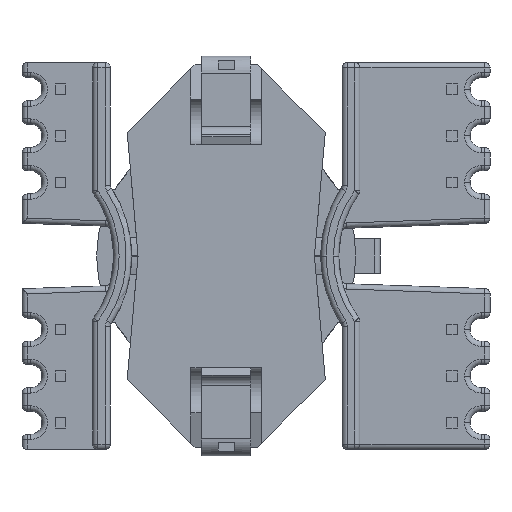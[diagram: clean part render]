
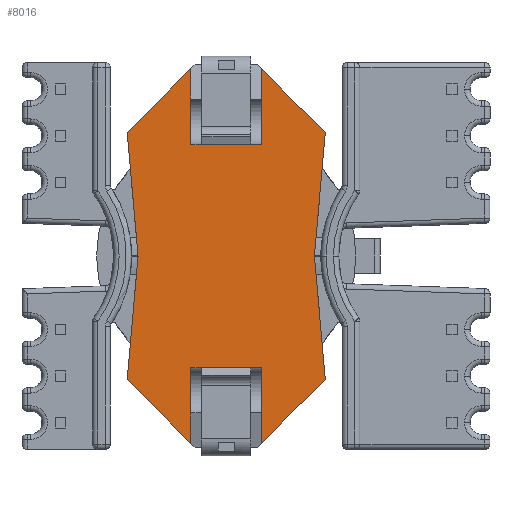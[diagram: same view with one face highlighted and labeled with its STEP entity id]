
A CAD part, front view. The second image highlights one B-rep face of the part: STEP entity #8016.
In plain terms, the highlighted face is planar.
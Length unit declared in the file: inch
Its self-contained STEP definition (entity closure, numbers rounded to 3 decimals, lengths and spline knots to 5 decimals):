
#692 = ORIENTED_EDGE ( 'NONE', *, *, #19955, .T. ) ;
#771 = CARTESIAN_POINT ( 'NONE',  ( 0.16339, 0., 0. ) ) ;
#980 = LINE ( 'NONE', #21242, #8738 ) ;
#1582 = DIRECTION ( 'NONE',  ( -1., 0., 0. ) ) ;
#1787 = CARTESIAN_POINT ( 'NONE',  ( 0.06535, 0.20669, 0. ) ) ;
#2283 = LINE ( 'NONE', #8728, #20456 ) ;
#2374 = LINE ( 'NONE', #18512, #11941 ) ;
#3235 = VERTEX_POINT ( 'NONE', #22645 ) ;
#3343 = CARTESIAN_POINT ( 'NONE',  ( 0.06535, 0.20669, 0. ) ) ;
#3586 = ORIENTED_EDGE ( 'NONE', *, *, #5755, .T. ) ;
#3588 = VERTEX_POINT ( 'NONE', #1787 ) ;
#3870 = VECTOR ( 'NONE', #17762, 39.37008 ) ;
#4005 = VECTOR ( 'NONE', #1582, 39.37008 ) ;
#4045 = CARTESIAN_POINT ( 'NONE',  ( 0.18346, -0.22874, 0. ) ) ;
#4342 = VECTOR ( 'NONE', #19990, 39.37008 ) ;
#4391 = VERTEX_POINT ( 'NONE', #9284 ) ;
#4699 = CARTESIAN_POINT ( 'NONE',  ( -0.16339, 0., 0. ) ) ;
#5068 = LINE ( 'NONE', #15878, #3870 ) ;
#5533 = CARTESIAN_POINT ( 'NONE',  ( 0.16339, 0., 0. ) ) ;
#5695 = EDGE_CURVE ( 'NONE', #19281, #6189, #20703, .T. ) ;
#5755 = EDGE_CURVE ( 'NONE', #14823, #24615, #14524, .T. ) ;
#5793 = VERTEX_POINT ( 'NONE', #4699 ) ;
#5883 = VERTEX_POINT ( 'NONE', #20252 ) ;
#6020 = EDGE_CURVE ( 'NONE', #21667, #18386, #24288, .T. ) ;
#6189 = VERTEX_POINT ( 'NONE', #4045 ) ;
#6452 = CARTESIAN_POINT ( 'NONE',  ( -0.06535, 0.34685, 0. ) ) ;
#6655 = ORIENTED_EDGE ( 'NONE', *, *, #21000, .T. ) ;
#6903 = CARTESIAN_POINT ( 'NONE',  ( 0.06535, -0.34685, 0. ) ) ;
#7608 = LINE ( 'NONE', #9017, #21002 ) ;
#7614 = VECTOR ( 'NONE', #8931, 39.37008 ) ;
#7833 = VECTOR ( 'NONE', #14479, 39.37008 ) ;
#8016 = ADVANCED_FACE ( 'NONE', ( #21774 ), #15766, .F. ) ;
#8037 = ORIENTED_EDGE ( 'NONE', *, *, #14177, .F. ) ;
#8372 = DIRECTION ( 'NONE',  ( 0.087, 0.996, 0. ) ) ;
#8728 = CARTESIAN_POINT ( 'NONE',  ( -0.16339, 0., 0. ) ) ;
#8738 = VECTOR ( 'NONE', #11787, 39.37008 ) ;
#8931 = DIRECTION ( 'NONE',  ( 0., 1., 0. ) ) ;
#9017 = CARTESIAN_POINT ( 'NONE',  ( 0.16339, 0., 0. ) ) ;
#9025 = DIRECTION ( 'NONE',  ( -1., 0., 0. ) ) ;
#9133 = CARTESIAN_POINT ( 'NONE',  ( -0.06535, -0.34685, 0. ) ) ;
#9284 = CARTESIAN_POINT ( 'NONE',  ( 0.06535, 0.34685, 0. ) ) ;
#9519 = VECTOR ( 'NONE', #18490, 39.37008 ) ;
#9983 = CARTESIAN_POINT ( 'NONE',  ( -0.18346, -0.22874, 0. ) ) ;
#10564 = VERTEX_POINT ( 'NONE', #9133 ) ;
#10844 = EDGE_CURVE ( 'NONE', #5883, #19281, #5068, .T. ) ;
#11207 = VECTOR ( 'NONE', #21366, 39.37008 ) ;
#11299 = ORIENTED_EDGE ( 'NONE', *, *, #12975, .T. ) ;
#11574 = ORIENTED_EDGE ( 'NONE', *, *, #6020, .T. ) ;
#11787 = DIRECTION ( 'NONE',  ( 0., 1., 0. ) ) ;
#11941 = VECTOR ( 'NONE', #9025, 39.37008 ) ;
#11954 = AXIS2_PLACEMENT_3D ( 'NONE', #17727, #23472, #12094 ) ;
#12094 = DIRECTION ( 'NONE',  ( -1., 0., 0. ) ) ;
#12225 = ORIENTED_EDGE ( 'NONE', *, *, #24488, .F. ) ;
#12815 = CARTESIAN_POINT ( 'NONE',  ( -0.18346, -0.22874, 0. ) ) ;
#12900 = ORIENTED_EDGE ( 'NONE', *, *, #17777, .F. ) ;
#12975 = EDGE_CURVE ( 'NONE', #5793, #18750, #2283, .T. ) ;
#13027 = CARTESIAN_POINT ( 'NONE',  ( -0.18346, 0.22874, 0. ) ) ;
#13039 = CARTESIAN_POINT ( 'NONE',  ( 0.06535, -0.20669, 0. ) ) ;
#13598 = VECTOR ( 'NONE', #14854, 39.37008 ) ;
#13934 = ORIENTED_EDGE ( 'NONE', *, *, #10844, .T. ) ;
#14177 = EDGE_CURVE ( 'NONE', #5883, #3235, #24276, .T. ) ;
#14479 = DIRECTION ( 'NONE',  ( 0.087, -0.996, 0. ) ) ;
#14524 = LINE ( 'NONE', #771, #24000 ) ;
#14823 = VERTEX_POINT ( 'NONE', #5533 ) ;
#14854 = DIRECTION ( 'NONE',  ( -0.707, -0.707, 0. ) ) ;
#15055 = ORIENTED_EDGE ( 'NONE', *, *, #19696, .T. ) ;
#15103 = LINE ( 'NONE', #18091, #4342 ) ;
#15516 = CARTESIAN_POINT ( 'NONE',  ( 0.18346, 0.22874, 0. ) ) ;
#15724 = CARTESIAN_POINT ( 'NONE',  ( 0.18346, -0.22874, 0. ) ) ;
#15766 = PLANE ( 'NONE',  #11954 ) ;
#15878 = CARTESIAN_POINT ( 'NONE',  ( 0.06535, -0.20669, 0. ) ) ;
#16157 = ORIENTED_EDGE ( 'NONE', *, *, #24376, .T. ) ;
#16587 = CARTESIAN_POINT ( 'NONE',  ( -0.06535, -0.20669, 0. ) ) ;
#17620 = DIRECTION ( 'NONE',  ( 0.707, 0.707, 0. ) ) ;
#17727 = CARTESIAN_POINT ( 'NONE',  ( 0., 0., 0. ) ) ;
#17762 = DIRECTION ( 'NONE',  ( 0., -1., 0. ) ) ;
#17777 = EDGE_CURVE ( 'NONE', #3235, #10564, #19619, .T. ) ;
#18091 = CARTESIAN_POINT ( 'NONE',  ( 0.18346, 0.22874, 0. ) ) ;
#18386 = VERTEX_POINT ( 'NONE', #18785 ) ;
#18490 = DIRECTION ( 'NONE',  ( 0., -1., 0. ) ) ;
#18512 = CARTESIAN_POINT ( 'NONE',  ( 0.06535, 0.20669, 0. ) ) ;
#18750 = VERTEX_POINT ( 'NONE', #12815 ) ;
#18785 = CARTESIAN_POINT ( 'NONE',  ( -0.18346, 0.22874, 0. ) ) ;
#19281 = VERTEX_POINT ( 'NONE', #6903 ) ;
#19418 = CARTESIAN_POINT ( 'NONE',  ( -0.06535, 0.20669, 0. ) ) ;
#19619 = LINE ( 'NONE', #16587, #9519 ) ;
#19696 = EDGE_CURVE ( 'NONE', #6189, #14823, #7608, .T. ) ;
#19955 = EDGE_CURVE ( 'NONE', #18750, #10564, #21286, .T. ) ;
#19990 = DIRECTION ( 'NONE',  ( -0.707, 0.707, 0. ) ) ;
#20121 = VECTOR ( 'NONE', #17620, 39.37008 ) ;
#20125 = DIRECTION ( 'NONE',  ( -0.087, -0.996, 0. ) ) ;
#20188 = ORIENTED_EDGE ( 'NONE', *, *, #21191, .T. ) ;
#20252 = CARTESIAN_POINT ( 'NONE',  ( 0.06535, -0.20669, 0. ) ) ;
#20456 = VECTOR ( 'NONE', #20125, 39.37008 ) ;
#20703 = LINE ( 'NONE', #15724, #20121 ) ;
#20961 = EDGE_LOOP ( 'NONE', ( #16157, #12225, #22904, #6655, #11574, #20188, #11299, #692, #12900, #8037, #13934, #23401, #15055, #3586 ) ) ;
#21000 = EDGE_CURVE ( 'NONE', #23478, #21667, #980, .T. ) ;
#21002 = VECTOR ( 'NONE', #24232, 39.37008 ) ;
#21191 = EDGE_CURVE ( 'NONE', #18386, #5793, #22452, .T. ) ;
#21242 = CARTESIAN_POINT ( 'NONE',  ( -0.06535, 0.20669, 0. ) ) ;
#21286 = LINE ( 'NONE', #9983, #11207 ) ;
#21366 = DIRECTION ( 'NONE',  ( 0.707, -0.707, 0. ) ) ;
#21667 = VERTEX_POINT ( 'NONE', #6452 ) ;
#21774 = FACE_OUTER_BOUND ( 'NONE', #20961, .T. ) ;
#21996 = CARTESIAN_POINT ( 'NONE',  ( -0.16339, 0., 0. ) ) ;
#22116 = EDGE_CURVE ( 'NONE', #3588, #23478, #2374, .T. ) ;
#22219 = LINE ( 'NONE', #3343, #7614 ) ;
#22452 = LINE ( 'NONE', #21996, #7833 ) ;
#22645 = CARTESIAN_POINT ( 'NONE',  ( -0.06535, -0.20669, 0. ) ) ;
#22904 = ORIENTED_EDGE ( 'NONE', *, *, #22116, .T. ) ;
#23401 = ORIENTED_EDGE ( 'NONE', *, *, #5695, .T. ) ;
#23472 = DIRECTION ( 'NONE',  ( 0., 0., -1. ) ) ;
#23478 = VERTEX_POINT ( 'NONE', #19418 ) ;
#24000 = VECTOR ( 'NONE', #8372, 39.37008 ) ;
#24232 = DIRECTION ( 'NONE',  ( -0.087, 0.996, 0. ) ) ;
#24276 = LINE ( 'NONE', #13039, #4005 ) ;
#24288 = LINE ( 'NONE', #13027, #13598 ) ;
#24376 = EDGE_CURVE ( 'NONE', #24615, #4391, #15103, .T. ) ;
#24488 = EDGE_CURVE ( 'NONE', #3588, #4391, #22219, .T. ) ;
#24615 = VERTEX_POINT ( 'NONE', #15516 ) ;
